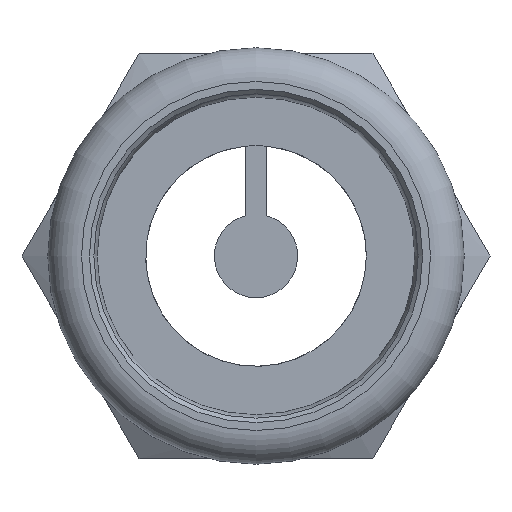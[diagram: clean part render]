
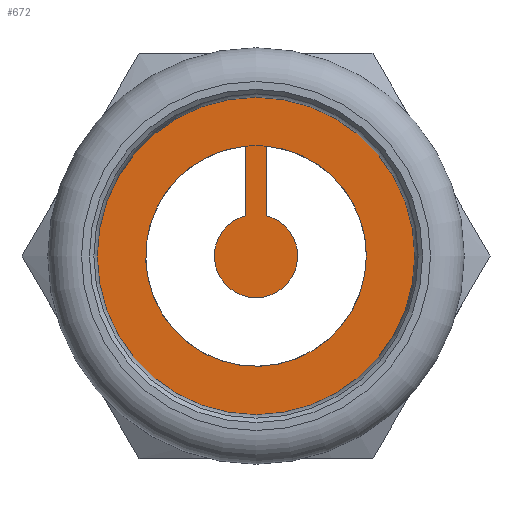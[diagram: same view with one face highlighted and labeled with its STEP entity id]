
A CAD part, left-side view. The second image highlights one B-rep face of the part: STEP entity #672.
In plain terms, the highlighted face is planar.
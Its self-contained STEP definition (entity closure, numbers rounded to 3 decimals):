
#69=LINE($,#1037,#83);
#75=LINE($,#1049,#89);
#83=VECTOR($,#827,6.174);
#89=VECTOR($,#835,6.174);
#142=PLANE($,#748);
#167=FACE_BOUND($,#262,.T.);
#199=FACE_OUTER_BOUND($,#261,.T.);
#261=EDGE_LOOP($,(#534));
#262=EDGE_LOOP($,(#535,#536,#537,#538));
#314=CIRCLE($,#721,3.7);
#316=CIRCLE($,#725,9.8);
#329=CIRCLE($,#747,14.1);
#355=VERTEX_POINT($,#1033);
#357=VERTEX_POINT($,#1036);
#360=VERTEX_POINT($,#1043);
#362=VERTEX_POINT($,#1047);
#375=VERTEX_POINT($,#1090);
#414=EDGE_CURVE($,#357,#355,#69,.T.);
#420=EDGE_CURVE($,#360,#362,#75,.T.);
#422=EDGE_CURVE($,#362,#357,#314,.T.);
#424=EDGE_CURVE($,#360,#355,#316,.T.);
#437=EDGE_CURVE($,#375,#375,#329,.T.);
#534=ORIENTED_EDGE($,*,*,#437,.T.);
#535=ORIENTED_EDGE($,*,*,#424,.F.);
#536=ORIENTED_EDGE($,*,*,#420,.T.);
#537=ORIENTED_EDGE($,*,*,#422,.T.);
#538=ORIENTED_EDGE($,*,*,#414,.T.);
#672=ADVANCED_FACE($,(#199,#167),#142,.T.);
#721=AXIS2_PLACEMENT_3D($,#1052,#840,#841);
#725=AXIS2_PLACEMENT_3D($,#1056,#848,#849);
#747=AXIS2_PLACEMENT_3D($,#1091,#892,#893);
#748=AXIS2_PLACEMENT_3D($,#1092,#894,#895);
#827=DIRECTION($,(0.,0.,1.));
#835=DIRECTION($,(0.,0.,-1.));
#840=DIRECTION('center_axis',(1.,0.,0.));
#841=DIRECTION('ref_axis',(0.,0.25,-0.968));
#848=DIRECTION('center_axis',(1.,0.,0.));
#849=DIRECTION('ref_axis',(0.,1.,0.));
#892=DIRECTION('center_axis',(1.,0.,0.));
#893=DIRECTION('ref_axis',(0.,1.,0.));
#894=DIRECTION('center_axis',(1.,0.,0.));
#895=DIRECTION('ref_axis',(0.,0.,-1.));
#1033=CARTESIAN_POINT('',(-23.,0.925,9.756));
#1036=CARTESIAN_POINT('',(-23.,0.925,3.583));
#1037=CARTESIAN_POINT($,(-23.,0.925,6.571));
#1043=CARTESIAN_POINT('',(-23.,-0.925,9.756));
#1047=CARTESIAN_POINT('',(-23.,-0.925,3.583));
#1049=CARTESIAN_POINT($,(-23.,-0.925,1.791));
#1052=CARTESIAN_POINT('Origin',(-23.,0.,0.));
#1056=CARTESIAN_POINT('Origin',(-23.,0.,0.));
#1090=CARTESIAN_POINT('',(-23.,14.1,0.));
#1091=CARTESIAN_POINT('Origin',(-23.,0.,0.));
#1092=CARTESIAN_POINT('Origin',(-23.,11.95,0.));
